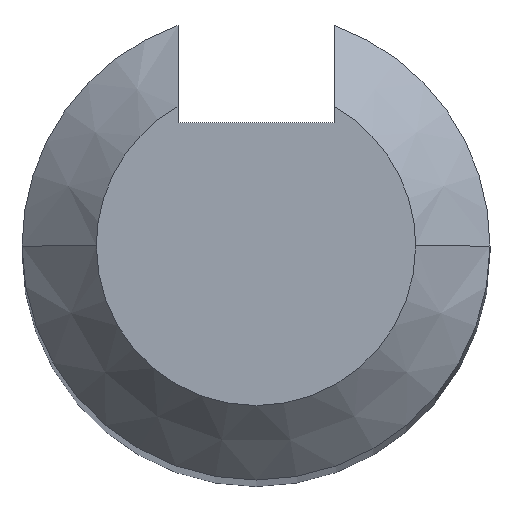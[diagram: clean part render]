
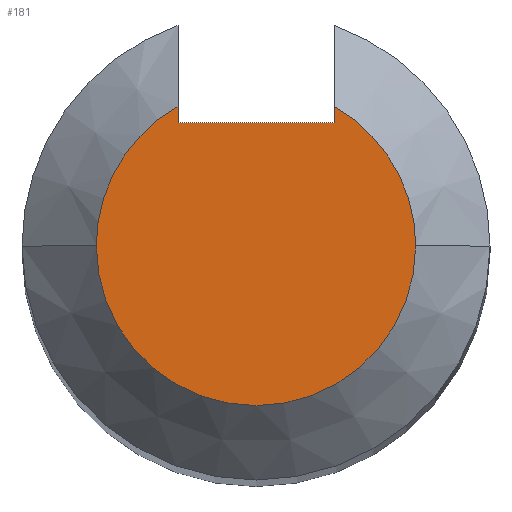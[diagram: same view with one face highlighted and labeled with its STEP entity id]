
A CAD part, top view. The second image highlights one B-rep face of the part: STEP entity #181.
In plain terms, the highlighted planar face has unit normal (0, 0, 1).
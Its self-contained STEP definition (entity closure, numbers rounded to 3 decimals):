
#1 = DIRECTION ( 'NONE',  ( 0., 1., 0. ) ) ;
#3 = DIRECTION ( 'NONE',  ( 0., 0., 1. ) ) ;
#26 = EDGE_CURVE ( 'NONE', #104, #182, #409, .T. ) ;
#45 = CARTESIAN_POINT ( 'NONE',  ( -2., 3.157, 100. ) ) ;
#65 = VERTEX_POINT ( 'NONE', #255 ) ;
#70 = EDGE_CURVE ( 'NONE', #65, #104, #283, .T. ) ;
#71 = CIRCLE ( 'NONE', #307, 4.095 ) ;
#72 = VERTEX_POINT ( 'NONE', #297 ) ;
#76 = EDGE_CURVE ( 'NONE', #182, #443, #71, .T. ) ;
#90 = PLANE ( 'NONE',  #234 ) ;
#91 = CARTESIAN_POINT ( 'NONE',  ( 2., 3.157, 100. ) ) ;
#104 = VERTEX_POINT ( 'NONE', #119 ) ;
#109 = EDGE_LOOP ( 'NONE', ( #158, #474, #328, #440, #325, #171 ) ) ;
#113 = CARTESIAN_POINT ( 'NONE',  ( 0., 0., 100. ) ) ;
#119 = CARTESIAN_POINT ( 'NONE',  ( -4.095, 0., 100. ) ) ;
#121 = DIRECTION ( 'NONE',  ( 1., 0., 0. ) ) ;
#129 = DIRECTION ( 'NONE',  ( 1., 0., 0. ) ) ;
#145 = CARTESIAN_POINT ( 'NONE',  ( 2., 3.573, 100. ) ) ;
#158 = ORIENTED_EDGE ( 'NONE', *, *, #441, .T. ) ;
#166 = DIRECTION ( 'NONE',  ( -1., 0., 0. ) ) ;
#171 = ORIENTED_EDGE ( 'NONE', *, *, #188, .T. ) ;
#181 = ADVANCED_FACE ( 'NONE', ( #353 ), #90, .T. ) ;
#182 = VERTEX_POINT ( 'NONE', #268 ) ;
#188 = EDGE_CURVE ( 'NONE', #249, #72, #194, .T. ) ;
#193 = VECTOR ( 'NONE', #166, 1000. ) ;
#194 = LINE ( 'NONE', #91, #193 ) ;
#199 = VECTOR ( 'NONE', #1, 1000. ) ;
#218 = AXIS2_PLACEMENT_3D ( 'NONE', #113, #260, #121 ) ;
#228 = DIRECTION ( 'NONE',  ( 1., 0., 0. ) ) ;
#234 = AXIS2_PLACEMENT_3D ( 'NONE', #306, #313, #129 ) ;
#236 = LINE ( 'NONE', #387, #293 ) ;
#249 = VERTEX_POINT ( 'NONE', #458 ) ;
#254 = EDGE_CURVE ( 'NONE', #443, #249, #236, .T. ) ;
#255 = CARTESIAN_POINT ( 'NONE',  ( -2., 3.573, 100. ) ) ;
#259 = CARTESIAN_POINT ( 'NONE',  ( 0., 0., 100. ) ) ;
#260 = DIRECTION ( 'NONE',  ( 0., 0., 1. ) ) ;
#263 = DIRECTION ( 'NONE',  ( 1., 0., 0. ) ) ;
#268 = CARTESIAN_POINT ( 'NONE',  ( 4.095, 0., 100. ) ) ;
#283 = CIRCLE ( 'NONE', #218, 4.095 ) ;
#293 = VECTOR ( 'NONE', #308, 1000. ) ;
#297 = CARTESIAN_POINT ( 'NONE',  ( -2., 3.157, 100. ) ) ;
#306 = CARTESIAN_POINT ( 'NONE',  ( 0., 0., 100. ) ) ;
#307 = AXIS2_PLACEMENT_3D ( 'NONE', #418, #452, #228 ) ;
#308 = DIRECTION ( 'NONE',  ( 0., -1., 0. ) ) ;
#313 = DIRECTION ( 'NONE',  ( 0., 0., 1. ) ) ;
#325 = ORIENTED_EDGE ( 'NONE', *, *, #254, .T. ) ;
#328 = ORIENTED_EDGE ( 'NONE', *, *, #26, .T. ) ;
#353 = FACE_OUTER_BOUND ( 'NONE', #109, .T. ) ;
#378 = LINE ( 'NONE', #45, #199 ) ;
#385 = AXIS2_PLACEMENT_3D ( 'NONE', #259, #3, #263 ) ;
#387 = CARTESIAN_POINT ( 'NONE',  ( 2., 3.157, 100. ) ) ;
#409 = CIRCLE ( 'NONE', #385, 4.095 ) ;
#418 = CARTESIAN_POINT ( 'NONE',  ( 0., 0., 100. ) ) ;
#440 = ORIENTED_EDGE ( 'NONE', *, *, #76, .T. ) ;
#441 = EDGE_CURVE ( 'NONE', #72, #65, #378, .T. ) ;
#443 = VERTEX_POINT ( 'NONE', #145 ) ;
#452 = DIRECTION ( 'NONE',  ( 0., 0., 1. ) ) ;
#458 = CARTESIAN_POINT ( 'NONE',  ( 2., 3.157, 100. ) ) ;
#474 = ORIENTED_EDGE ( 'NONE', *, *, #70, .T. ) ;
